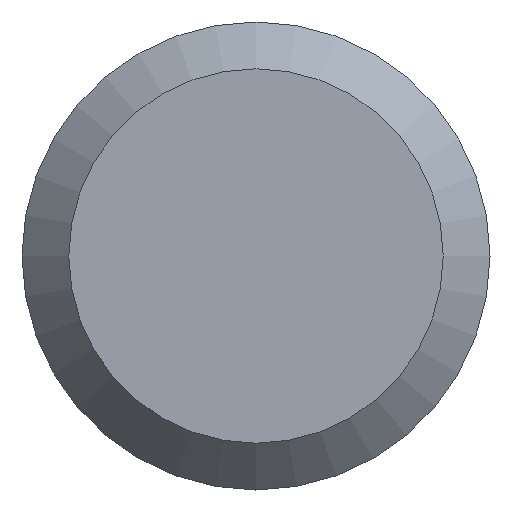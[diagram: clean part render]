
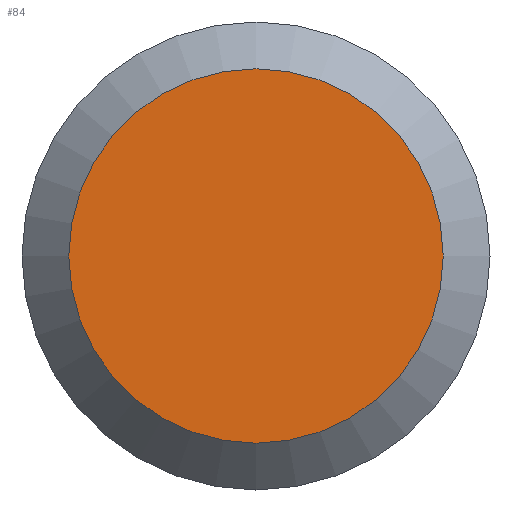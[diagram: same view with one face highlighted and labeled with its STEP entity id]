
A CAD part, left-side view. The second image highlights one B-rep face of the part: STEP entity #84.
In plain terms, the highlighted planar face has unit normal (-1, 0, 0).
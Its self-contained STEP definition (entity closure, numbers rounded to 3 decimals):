
#18 = CARTESIAN_POINT ( 'NONE',  ( 0., 0., -1.36 ) ) ;
#23 = EDGE_LOOP ( 'NONE', ( #127 ) ) ;
#35 = DIRECTION ( 'NONE',  ( 0., 0., -1. ) ) ;
#46 = DIRECTION ( 'NONE',  ( 1., 0., 0. ) ) ;
#49 = DIRECTION ( 'NONE',  ( 0., 0., -1. ) ) ;
#69 = PLANE ( 'NONE',  #174 ) ;
#74 = AXIS2_PLACEMENT_3D ( 'NONE', #210, #136, #35 ) ;
#77 = FACE_OUTER_BOUND ( 'NONE', #23, .T. ) ;
#84 = ADVANCED_FACE ( 'NONE', ( #77 ), #69, .F. ) ;
#118 = VERTEX_POINT ( 'NONE', #18 ) ;
#123 = EDGE_CURVE ( 'NONE', #118, #118, #150, .T. ) ;
#127 = ORIENTED_EDGE ( 'NONE', *, *, #123, .T. ) ;
#136 = DIRECTION ( 'NONE',  ( -1., 0., 0. ) ) ;
#150 = CIRCLE ( 'NONE', #74, 1.36 ) ;
#158 = CARTESIAN_POINT ( 'NONE',  ( 0., 1.7, 0. ) ) ;
#174 = AXIS2_PLACEMENT_3D ( 'NONE', #158, #46, #49 ) ;
#210 = CARTESIAN_POINT ( 'NONE',  ( 0., 0., 0. ) ) ;
